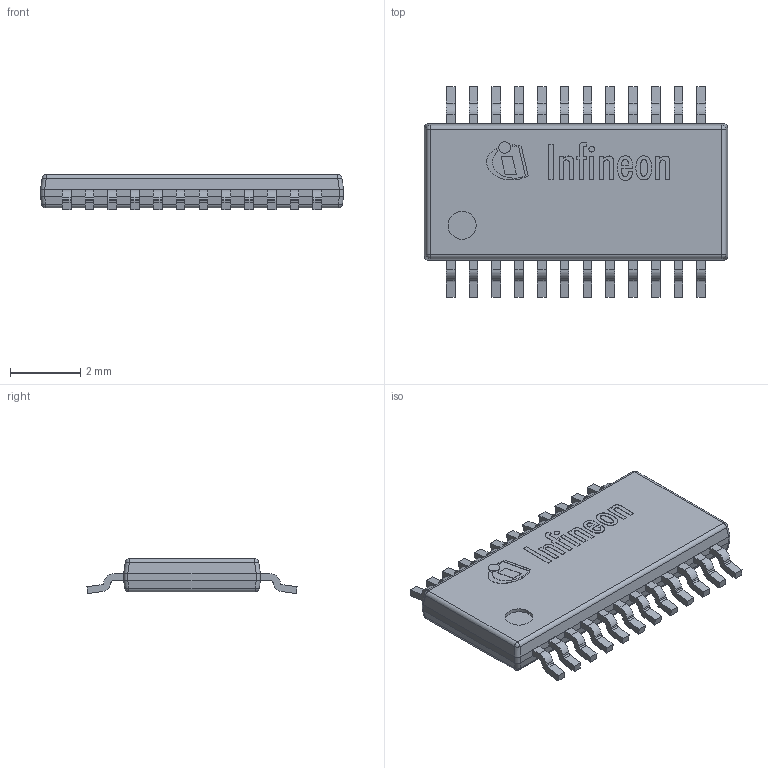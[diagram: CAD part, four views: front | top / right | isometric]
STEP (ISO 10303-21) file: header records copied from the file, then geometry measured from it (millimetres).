
FILE_DESCRIPTION(/* description */ (''),/* implementation_level */ '2;1');
FILE_NAME(/* name */ 'PG-TSDSO-24-1.stp',/* time_stamp */ '2017-05-15T11:30:48+08:00',/* author */ ('guptavas'),/* organization */ (''),/* preprocessor_version */ 'ST-DEVELOPER v15.2',/* originating_system */ 'Autodesk Inventor 2014',/* authorisation */ '');
FILE_SCHEMA (('CONFIG_CONTROL_DESIGN'));
Length unit declared in the file: millimetre
Products named in the file (7): PG-TSDSO-24-1_UPPER_MOLD; PG-TSDSO-24-1_MIDDLE_MOLD; PG-TSDSO-24-1_LOWER_MOLD; PG-TSDSO-24-1_GULWING; PG-TSDSO-24-1_LOGO; PG-TSDSO-24-1_HEAT_SINK; PG-TSDSO-24-1
Assembly tree (29 placements, depth 2):
  PG-TSDSO-24-1
    PG-TSDSO-24-1_UPPER_MOLD
    PG-TSDSO-24-1_MIDDLE_MOLD
    PG-TSDSO-24-1_LOWER_MOLD
    PG-TSDSO-24-1_GULWING  x24
    PG-TSDSO-24-1_LOGO
    PG-TSDSO-24-1_HEAT_SINK
Bounding box: 8.65 x 6 x 1.01 mm (x, y, z)
Volume: 32.8 mm3; surface area: 297 mm2
Topology: 40 solids, 40 shells, 652 faces, 1686 edges, 1116 vertices
Faces by surface type: plane 382, cylinder 262, sphere 8
Full cylindrical faces by diameter (mm): 0.16 x1, 0.332 x1, 0.8 x1
Entity records: 10528 total; most frequent: DIRECTION 1927, CARTESIAN_POINT 1785, ORIENTED_EDGE 1710, EDGE_CURVE 855, AXIS2_PLACEMENT_3D 706, VERTEX_POINT 564, LINE 515, VECTOR 515
